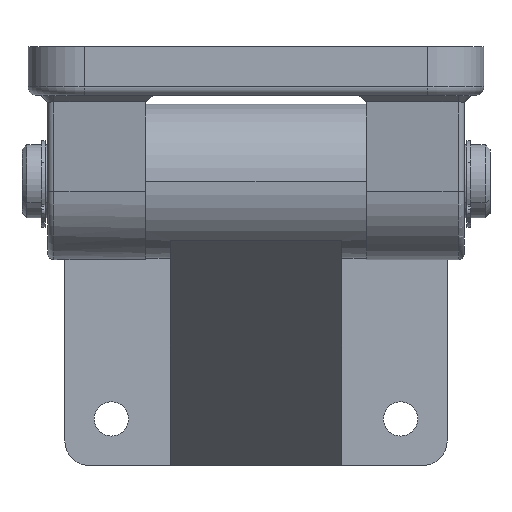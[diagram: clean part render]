
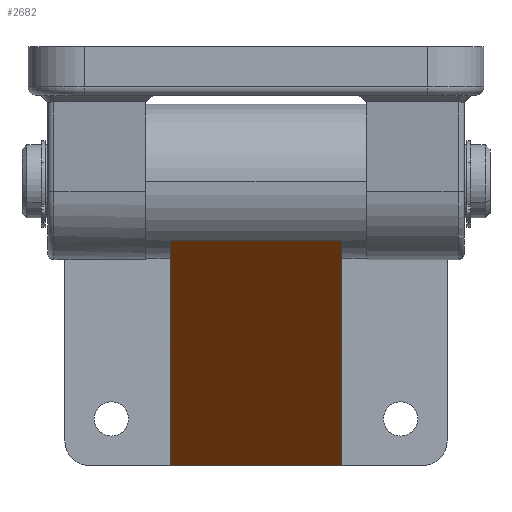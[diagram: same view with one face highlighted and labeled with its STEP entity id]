
A CAD part, left-side view. The second image highlights one B-rep face of the part: STEP entity #2682.
In plain terms, the highlighted face is planar.
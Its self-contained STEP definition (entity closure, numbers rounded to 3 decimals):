
#447 = PLANE ( 'NONE',  #3584 ) ;
#457 = DIRECTION ( 'NONE',  ( 0.768, 0., -0.64 ) ) ;
#471 = DIRECTION ( 'NONE',  ( -0.64, 0., -0.768 ) ) ;
#503 = CARTESIAN_POINT ( 'NONE',  ( -1.417, 113., 23.299 ) ) ;
#572 = EDGE_LOOP ( 'NONE', ( #1644, #1642, #1639, #1640 ) ) ;
#1639 = ORIENTED_EDGE ( 'NONE', *, *, #3206, .F. ) ;
#1640 = ORIENTED_EDGE ( 'NONE', *, *, #3273, .T. ) ;
#1642 = ORIENTED_EDGE ( 'NONE', *, *, #3079, .F. ) ;
#1644 = ORIENTED_EDGE ( 'NONE', *, *, #3172, .T. ) ;
#1977 = FACE_OUTER_BOUND ( 'NONE', #572, .T. ) ;
#2682 = ADVANCED_FACE ( 'NONE', ( #1977 ), #447, .F. ) ;
#3079 = EDGE_CURVE ( 'NONE', #4054, #4127, #5090, .T. ) ;
#3172 = EDGE_CURVE ( 'NONE', #3788, #4127, #5229, .T. ) ;
#3206 = EDGE_CURVE ( 'NONE', #3765, #4054, #5282, .T. ) ;
#3273 = EDGE_CURVE ( 'NONE', #3765, #3788, #5389, .T. ) ;
#3584 = AXIS2_PLACEMENT_3D ( 'NONE', #503, #457, #471 ) ;
#3765 = VERTEX_POINT ( 'NONE', #6255 ) ;
#3788 = VERTEX_POINT ( 'NONE', #6291 ) ;
#4054 = VERTEX_POINT ( 'NONE', #6553 ) ;
#4127 = VERTEX_POINT ( 'NONE', #6625 ) ;
#5090 = LINE ( 'NONE', #7895, #5091 ) ;
#5091 = VECTOR ( 'NONE', #7896, 1000. ) ;
#5229 = LINE ( 'NONE', #5733, #5232 ) ;
#5232 = VECTOR ( 'NONE', #5734, 1000. ) ;
#5282 = LINE ( 'NONE', #5819, #5283 ) ;
#5283 = VECTOR ( 'NONE', #5820, 1000. ) ;
#5389 = LINE ( 'NONE', #5985, #5390 ) ;
#5390 = VECTOR ( 'NONE', #5986, 1000. ) ;
#5733 = CARTESIAN_POINT ( 'NONE',  ( -1.417, 43., 23.299 ) ) ;
#5734 = DIRECTION ( 'NONE',  ( 0.64, 0., 0.768 ) ) ;
#5819 = CARTESIAN_POINT ( 'NONE',  ( -1.417, 113., 23.299 ) ) ;
#5820 = DIRECTION ( 'NONE',  ( 0.64, 0., 0.768 ) ) ;
#5985 = CARTESIAN_POINT ( 'NONE',  ( 0., 113., 25. ) ) ;
#5986 = DIRECTION ( 'NONE',  ( 0., -1., 0. ) ) ;
#6255 = CARTESIAN_POINT ( 'NONE',  ( 0., 113., 25. ) ) ;
#6291 = CARTESIAN_POINT ( 'NONE',  ( 0., 43., 25. ) ) ;
#6553 = CARTESIAN_POINT ( 'NONE',  ( 91.801, 113., 135.165 ) ) ;
#6625 = CARTESIAN_POINT ( 'NONE',  ( 91.801, 43., 135.165 ) ) ;
#7895 = CARTESIAN_POINT ( 'NONE',  ( 91.801, 113., 135.165 ) ) ;
#7896 = DIRECTION ( 'NONE',  ( 0., -1., 0. ) ) ;
